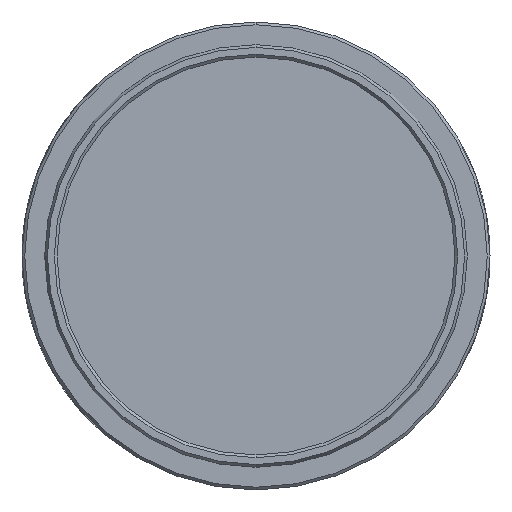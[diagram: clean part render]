
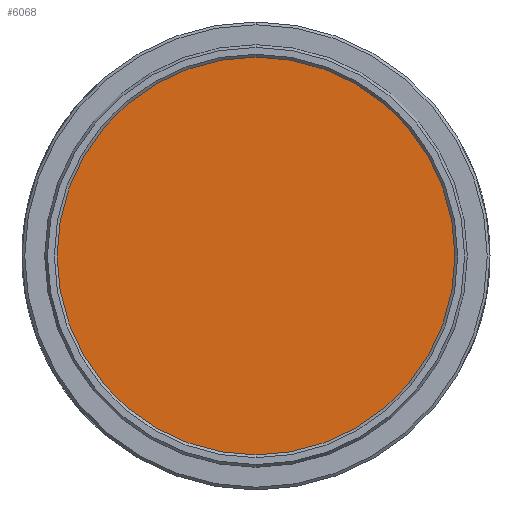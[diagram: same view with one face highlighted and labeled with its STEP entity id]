
A CAD part, left-side view. The second image highlights one B-rep face of the part: STEP entity #6068.
In plain terms, the highlighted planar face has unit normal (-1, 0, 0).
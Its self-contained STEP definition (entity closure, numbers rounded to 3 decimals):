
#1629 = VERTEX_POINT ( 'NONE', #5933 ) ;
#2172 = EDGE_CURVE ( 'NONE', #1629, #7071, #4558, .T. ) ;
#2619 = DIRECTION ( 'NONE',  ( 1., 0., 0. ) ) ;
#3324 = AXIS2_PLACEMENT_3D ( 'NONE', #8451, #4529, #11303 ) ;
#3388 = CARTESIAN_POINT ( 'NONE',  ( 3.783, 22.661, 37.221 ) ) ;
#4529 = DIRECTION ( 'NONE',  ( -1., 0., 0. ) ) ;
#4558 = CIRCLE ( 'NONE', #3324, 18.85 ) ;
#5567 = PLANE ( 'NONE',  #9880 ) ;
#5860 = FACE_OUTER_BOUND ( 'NONE', #11323, .T. ) ;
#5933 = CARTESIAN_POINT ( 'NONE',  ( 3.783, 22.661, 56.071 ) ) ;
#5991 = EDGE_CURVE ( 'NONE', #7071, #1629, #6181, .T. ) ;
#6068 = ADVANCED_FACE ( 'NONE', ( #5860 ), #5567, .F. ) ;
#6181 = CIRCLE ( 'NONE', #6286, 18.85 ) ;
#6286 = AXIS2_PLACEMENT_3D ( 'NONE', #3388, #8213, #10063 ) ;
#7071 = VERTEX_POINT ( 'NONE', #7555 ) ;
#7555 = CARTESIAN_POINT ( 'NONE',  ( 3.783, 22.661, 18.371 ) ) ;
#8213 = DIRECTION ( 'NONE',  ( -1., 0., 0. ) ) ;
#8451 = CARTESIAN_POINT ( 'NONE',  ( 3.783, 22.661, 37.221 ) ) ;
#9404 = DIRECTION ( 'NONE',  ( 0., 0., -1. ) ) ;
#9880 = AXIS2_PLACEMENT_3D ( 'NONE', #10260, #2619, #9404 ) ;
#10063 = DIRECTION ( 'NONE',  ( 0., 0., -1. ) ) ;
#10260 = CARTESIAN_POINT ( 'NONE',  ( 3.783, 22.661, 37.221 ) ) ;
#11303 = DIRECTION ( 'NONE',  ( 0., 0., -1. ) ) ;
#11323 = EDGE_LOOP ( 'NONE', ( #11997, #11768 ) ) ;
#11768 = ORIENTED_EDGE ( 'NONE', *, *, #2172, .T. ) ;
#11997 = ORIENTED_EDGE ( 'NONE', *, *, #5991, .T. ) ;
